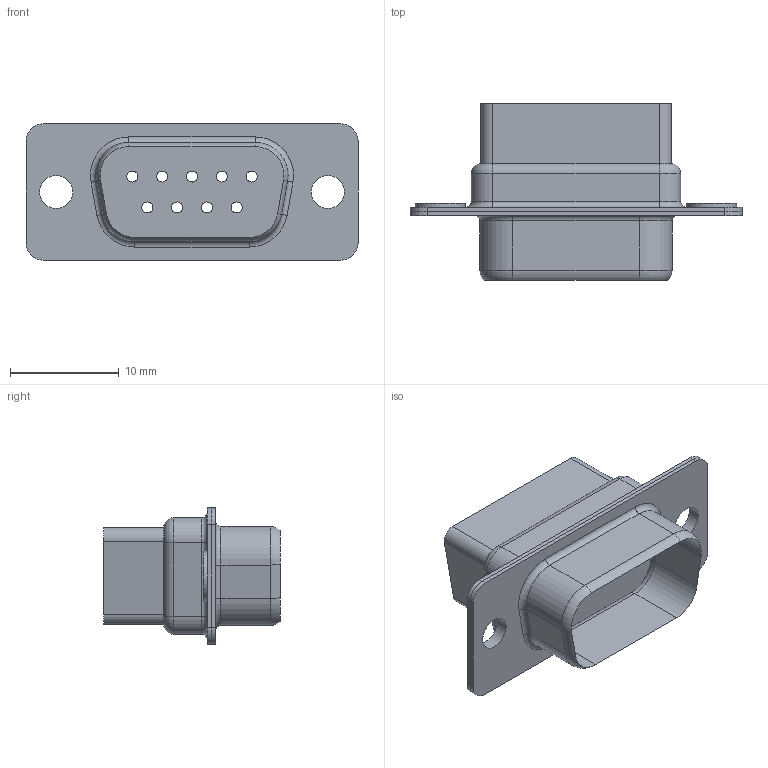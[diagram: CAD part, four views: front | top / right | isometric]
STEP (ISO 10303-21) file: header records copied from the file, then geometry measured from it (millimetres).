
FILE_DESCRIPTION(/* description */ (''),/* implementation_level */ '2;1');
FILE_NAME(/* name */ '371-1085-010',/* time_stamp */ '2000-02-03T11:23:44-06:00',/* author */ (''),/* organization */ (''),/* preprocessor_version */ 'ST-DEVELOPER 1.6',/* originating_system */ 'UNIGRAPHICS SOLUTIONS - UNIGRAPHICS 15.0',/* authorisation */ '');
FILE_SCHEMA (('CONFIG_CONTROL_DESIGN'));
Length unit declared in the file: inch
Products named in the file (1): 371-1085-010
Bounding box: 30.56 x 16.25 x 12.55 mm (x, y, z)
Volume: 1657.1 mm3; surface area: 3227.8 mm2
Topology: 3 solids, 3 shells, 199 faces, 426 edges, 255 vertices
Faces by surface type: cylinder 103, plane 64, torus 32
Full cylindrical faces by diameter (mm): 1.016 x9, 1.816 x9, 2.134 x9, 3.048 x2, 3.805 x4, 4.562 x2
Entity records: 5254 total; most frequent: DIRECTION 1004, CARTESIAN_POINT 828, ORIENTED_EDGE 764, AXIS2_PLACEMENT_3D 422, EDGE_CURVE 382, EDGE_LOOP 286, FACE_BOUND 286, VERTEX_POINT 246
